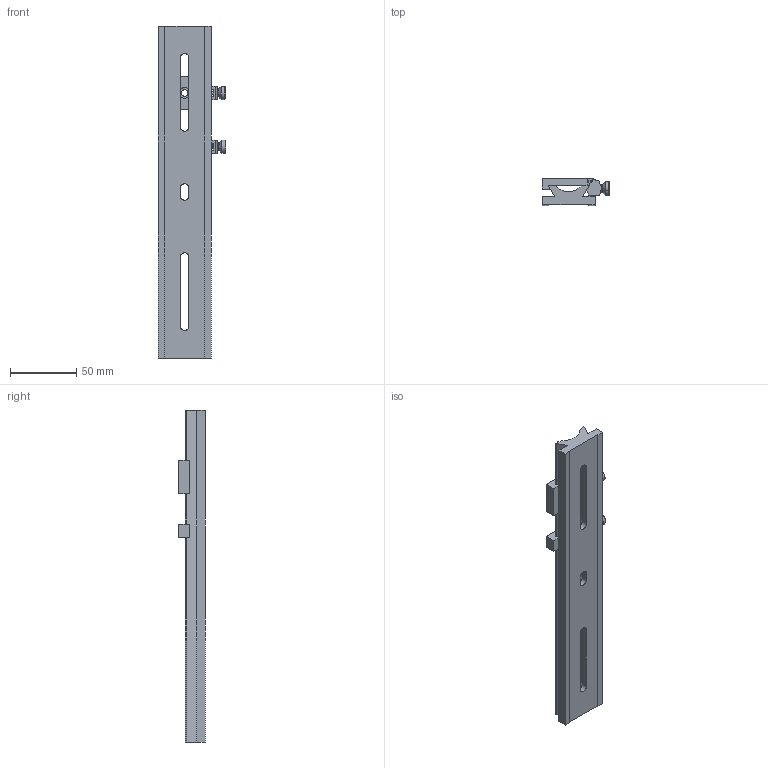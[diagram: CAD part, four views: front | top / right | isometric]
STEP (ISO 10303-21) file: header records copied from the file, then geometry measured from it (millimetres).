
FILE_DESCRIPTION (( 'STEP AP203' ), '1' );
FILE_NAME ('523569.STEP', '2024-12-13T03:47:20', ( '' ), ( '' ), 'SwSTEP 2.0', 'SolidWorks 2020', '' );
FILE_SCHEMA (( 'CONFIG_CONTROL_DESIGN' ));
Products named in the file (1): 523569
Bounding box: 51.03 x 20 x 250 mm (x, y, z)
Volume: 95501 mm3; surface area: 40588.8 mm2
Topology: 8 solids, 8 shells, 2335 faces, 5985 edges, 3978 vertices
Faces by surface type: plane 1829, bspline 395, cylinder 83, cone 20, torus 8
Entity records: 88664 total; most frequent: CARTESIAN_POINT 34538, ORIENTED_EDGE 11970, DIRECTION 9091, EDGE_CURVE 5985, VECTOR 4889, LINE 4889, VERTEX_POINT 3978, EDGE_LOOP 2685
